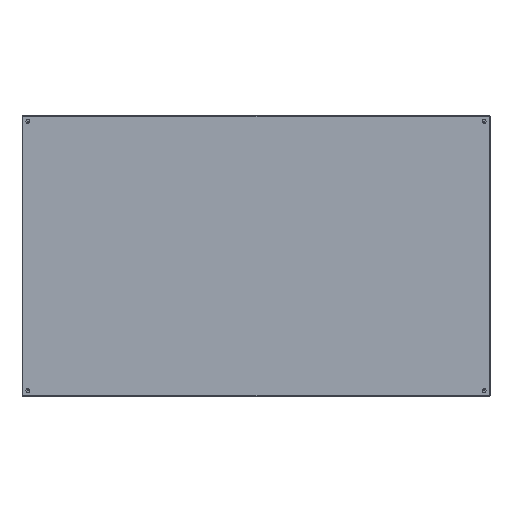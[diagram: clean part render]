
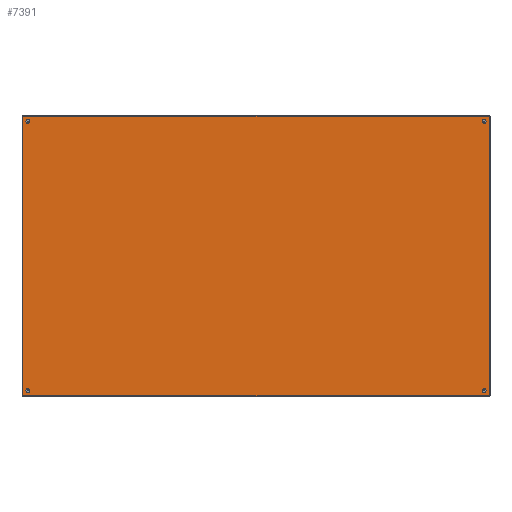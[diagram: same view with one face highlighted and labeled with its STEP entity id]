
A CAD part, left-side view. The second image highlights one B-rep face of the part: STEP entity #7391.
In plain terms, the highlighted face is planar.
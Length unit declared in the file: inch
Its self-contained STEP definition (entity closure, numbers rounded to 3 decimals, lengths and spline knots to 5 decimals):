
#2237 = CARTESIAN_POINT ( 'NONE',  ( 17.24989, 0., -29.25 ) ) ;
#2580 = VERTEX_POINT ( 'NONE', #94425 ) ;
#3304 = ORIENTED_EDGE ( 'NONE', *, *, #61376, .T. ) ;
#3623 = FACE_OUTER_BOUND ( 'NONE', #51626, .T. ) ;
#3841 = DIRECTION ( 'NONE',  ( 0., -1., 0. ) ) ;
#4529 = EDGE_CURVE ( 'NONE', #99509, #9069, #117863, .T. ) ;
#7391 = ADVANCED_FACE ( 'NONE', ( #3623, #97880, #71827, #79046, #29688 ), #56101, .T. ) ;
#9069 = VERTEX_POINT ( 'NONE', #22264 ) ;
#9105 = ORIENTED_EDGE ( 'NONE', *, *, #47226, .T. ) ;
#9756 = EDGE_CURVE ( 'NONE', #24439, #75548, #28488, .T. ) ;
#10244 = CARTESIAN_POINT ( 'NONE',  ( 17.24989, 0., -29.5 ) ) ;
#11357 = DIRECTION ( 'NONE',  ( 0., 0., 1. ) ) ;
#12444 = DIRECTION ( 'NONE',  ( 0., 0., 1. ) ) ;
#16027 = DIRECTION ( 'NONE',  ( 0., 0., 1. ) ) ;
#16951 = ORIENTED_EDGE ( 'NONE', *, *, #16988, .T. ) ;
#16988 = EDGE_CURVE ( 'NONE', #2580, #102134, #89684, .T. ) ;
#18130 = DIRECTION ( 'NONE',  ( 0., 0., 1. ) ) ;
#18143 = CARTESIAN_POINT ( 'NONE',  ( 17.24989, 0., 29.25 ) ) ;
#18537 = AXIS2_PLACEMENT_3D ( 'NONE', #73627, #64353, #18130 ) ;
#18760 = VECTOR ( 'NONE', #33874, 39.37008 ) ;
#19008 = CARTESIAN_POINT ( 'NONE',  ( 17.92789, 0., 29.892 ) ) ;
#19429 = ORIENTED_EDGE ( 'NONE', *, *, #99327, .T. ) ;
#20276 = CARTESIAN_POINT ( 'NONE',  ( -17.92789, 0., 29.875 ) ) ;
#21551 = CIRCLE ( 'NONE', #109903, 0.25 ) ;
#22264 = CARTESIAN_POINT ( 'NONE',  ( 17.24989, 0., 29. ) ) ;
#22311 = ORIENTED_EDGE ( 'NONE', *, *, #4529, .T. ) ;
#23767 = EDGE_CURVE ( 'NONE', #32638, #100510, #85673, .T. ) ;
#24439 = VERTEX_POINT ( 'NONE', #62565 ) ;
#24961 = LINE ( 'NONE', #90275, #62692 ) ;
#26482 = DIRECTION ( 'NONE',  ( 0., 0., 1. ) ) ;
#27462 = LINE ( 'NONE', #118325, #18760 ) ;
#28488 = LINE ( 'NONE', #44371, #57380 ) ;
#29373 = DIRECTION ( 'NONE',  ( 0., 0., 1. ) ) ;
#29688 = FACE_BOUND ( 'NONE', #93469, .T. ) ;
#32638 = VERTEX_POINT ( 'NONE', #72851 ) ;
#33305 = VERTEX_POINT ( 'NONE', #57616 ) ;
#33697 = ORIENTED_EDGE ( 'NONE', *, *, #38437, .T. ) ;
#33874 = DIRECTION ( 'NONE',  ( 0., 0., -1. ) ) ;
#34664 = CARTESIAN_POINT ( 'NONE',  ( -17.24989, 0., -29.25 ) ) ;
#37834 = DIRECTION ( 'NONE',  ( 0., 1., 0. ) ) ;
#38437 = EDGE_CURVE ( 'NONE', #64182, #98691, #24961, .T. ) ;
#39765 = AXIS2_PLACEMENT_3D ( 'NONE', #2237, #3841, #12444 ) ;
#41428 = ORIENTED_EDGE ( 'NONE', *, *, #108426, .T. ) ;
#42057 = AXIS2_PLACEMENT_3D ( 'NONE', #34664, #71528, #16027 ) ;
#42914 = CARTESIAN_POINT ( 'NONE',  ( -17.24989, 0., -29.25 ) ) ;
#44353 = DIRECTION ( 'NONE',  ( 0., -1., 0. ) ) ;
#44371 = CARTESIAN_POINT ( 'NONE',  ( 17.92789, 0., -29.892 ) ) ;
#44993 = DIRECTION ( 'NONE',  ( 0., 0., 1. ) ) ;
#45915 = CIRCLE ( 'NONE', #39765, 0.25 ) ;
#46157 = DIRECTION ( 'NONE',  ( 0., -1., 0. ) ) ;
#46331 = CARTESIAN_POINT ( 'NONE',  ( -17.24989, 0., 29.5 ) ) ;
#47226 = EDGE_CURVE ( 'NONE', #24439, #64182, #93126, .T. ) ;
#47440 = CARTESIAN_POINT ( 'NONE',  ( -17.92789, 0., 29.892 ) ) ;
#51626 = EDGE_LOOP ( 'NONE', ( #118058, #9105, #33697, #19429 ) ) ;
#54351 = CARTESIAN_POINT ( 'NONE',  ( -17.24989, 0., 29.25 ) ) ;
#56101 = PLANE ( 'NONE',  #77291 ) ;
#56482 = DIRECTION ( 'NONE',  ( 0., 0., 1. ) ) ;
#57380 = VECTOR ( 'NONE', #117850, 39.37008 ) ;
#57616 = CARTESIAN_POINT ( 'NONE',  ( -17.24989, 0., -29.5 ) ) ;
#59782 = CARTESIAN_POINT ( 'NONE',  ( -17.24989, 0., -29. ) ) ;
#61376 = EDGE_CURVE ( 'NONE', #102134, #2580, #45915, .T. ) ;
#62565 = CARTESIAN_POINT ( 'NONE',  ( -17.92789, 0., -29.892 ) ) ;
#62692 = VECTOR ( 'NONE', #110193, 39.37008 ) ;
#64182 = VERTEX_POINT ( 'NONE', #47440 ) ;
#64353 = DIRECTION ( 'NONE',  ( 0., -1., 0. ) ) ;
#67779 = EDGE_CURVE ( 'NONE', #9069, #99509, #77492, .T. ) ;
#68539 = ORIENTED_EDGE ( 'NONE', *, *, #67779, .T. ) ;
#71237 = AXIS2_PLACEMENT_3D ( 'NONE', #112574, #76802, #29373 ) ;
#71528 = DIRECTION ( 'NONE',  ( 0., -1., 0. ) ) ;
#71756 = AXIS2_PLACEMENT_3D ( 'NONE', #72688, #44353, #26482 ) ;
#71827 = FACE_BOUND ( 'NONE', #72088, .T. ) ;
#72088 = EDGE_LOOP ( 'NONE', ( #77887, #111997 ) ) ;
#72688 = CARTESIAN_POINT ( 'NONE',  ( 17.24989, 0., 29.25 ) ) ;
#72851 = CARTESIAN_POINT ( 'NONE',  ( -17.24989, 0., 29. ) ) ;
#73627 = CARTESIAN_POINT ( 'NONE',  ( -17.24989, 0., 29.25 ) ) ;
#74689 = CARTESIAN_POINT ( 'NONE',  ( 0., 0., 0. ) ) ;
#75548 = VERTEX_POINT ( 'NONE', #104307 ) ;
#76802 = DIRECTION ( 'NONE',  ( 0., -1., 0. ) ) ;
#77291 = AXIS2_PLACEMENT_3D ( 'NONE', #74689, #37834, #56482 ) ;
#77492 = CIRCLE ( 'NONE', #71756, 0.25 ) ;
#77887 = ORIENTED_EDGE ( 'NONE', *, *, #111528, .T. ) ;
#79046 = FACE_BOUND ( 'NONE', #115696, .T. ) ;
#85420 = EDGE_LOOP ( 'NONE', ( #22311, #68539 ) ) ;
#85673 = CIRCLE ( 'NONE', #102708, 0.25 ) ;
#86971 = EDGE_CURVE ( 'NONE', #33305, #99119, #88566, .T. ) ;
#88566 = CIRCLE ( 'NONE', #42057, 0.25 ) ;
#89684 = CIRCLE ( 'NONE', #71237, 0.25 ) ;
#90275 = CARTESIAN_POINT ( 'NONE',  ( 0., 0., 29.892 ) ) ;
#93126 = LINE ( 'NONE', #20276, #94471 ) ;
#93469 = EDGE_LOOP ( 'NONE', ( #41428, #115733 ) ) ;
#93901 = DIRECTION ( 'NONE',  ( 0., 0., 1. ) ) ;
#94425 = CARTESIAN_POINT ( 'NONE',  ( 17.24989, 0., -29. ) ) ;
#94471 = VECTOR ( 'NONE', #11357, 39.37008 ) ;
#97880 = FACE_BOUND ( 'NONE', #85420, .T. ) ;
#98691 = VERTEX_POINT ( 'NONE', #19008 ) ;
#99119 = VERTEX_POINT ( 'NONE', #59782 ) ;
#99327 = EDGE_CURVE ( 'NONE', #98691, #75548, #27462, .T. ) ;
#99509 = VERTEX_POINT ( 'NONE', #102721 ) ;
#100510 = VERTEX_POINT ( 'NONE', #46331 ) ;
#102134 = VERTEX_POINT ( 'NONE', #10244 ) ;
#102708 = AXIS2_PLACEMENT_3D ( 'NONE', #54351, #46157, #44993 ) ;
#102721 = CARTESIAN_POINT ( 'NONE',  ( 17.24989, 0., 29.5 ) ) ;
#104307 = CARTESIAN_POINT ( 'NONE',  ( 17.92789, 0., -29.892 ) ) ;
#107133 = CIRCLE ( 'NONE', #18537, 0.25 ) ;
#107351 = AXIS2_PLACEMENT_3D ( 'NONE', #18143, #111800, #93901 ) ;
#108426 = EDGE_CURVE ( 'NONE', #99119, #33305, #21551, .T. ) ;
#108617 = DIRECTION ( 'NONE',  ( 0., 0., 1. ) ) ;
#109903 = AXIS2_PLACEMENT_3D ( 'NONE', #42914, #117212, #108617 ) ;
#110193 = DIRECTION ( 'NONE',  ( 1., 0., 0. ) ) ;
#111528 = EDGE_CURVE ( 'NONE', #100510, #32638, #107133, .T. ) ;
#111800 = DIRECTION ( 'NONE',  ( 0., -1., 0. ) ) ;
#111997 = ORIENTED_EDGE ( 'NONE', *, *, #23767, .T. ) ;
#112574 = CARTESIAN_POINT ( 'NONE',  ( 17.24989, 0., -29.25 ) ) ;
#115696 = EDGE_LOOP ( 'NONE', ( #16951, #3304 ) ) ;
#115733 = ORIENTED_EDGE ( 'NONE', *, *, #86971, .T. ) ;
#117212 = DIRECTION ( 'NONE',  ( 0., -1., 0. ) ) ;
#117850 = DIRECTION ( 'NONE',  ( 1., 0., 0. ) ) ;
#117863 = CIRCLE ( 'NONE', #107351, 0.25 ) ;
#118058 = ORIENTED_EDGE ( 'NONE', *, *, #9756, .F. ) ;
#118325 = CARTESIAN_POINT ( 'NONE',  ( 17.92789, 0., 29.875 ) ) ;
